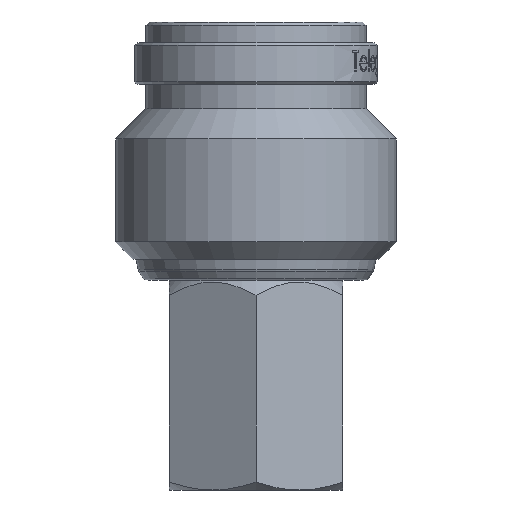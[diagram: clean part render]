
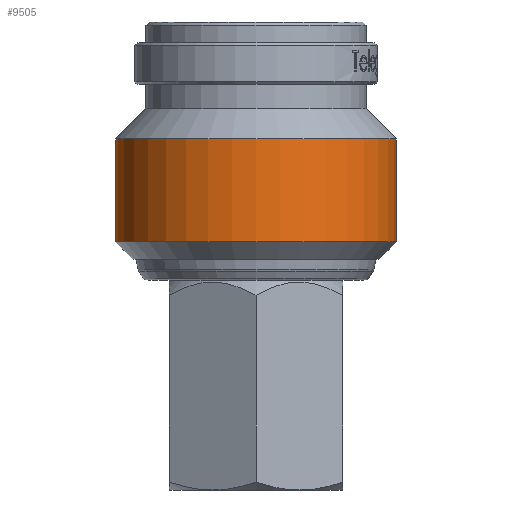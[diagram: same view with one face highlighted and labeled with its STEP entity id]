
A CAD part, front view. The second image highlights one B-rep face of the part: STEP entity #9505.
In plain terms, the highlighted cylindrical face has radius 8.1 mm (diameter 16.2 mm), a partial arc.
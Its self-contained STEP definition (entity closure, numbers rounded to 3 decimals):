
#1208 = VERTEX_POINT ( 'NONE', #10565 ) ;
#1747 = LINE ( 'NONE', #13740, #9271 ) ;
#1847 = DIRECTION ( 'NONE',  ( 0., 0., 1. ) ) ;
#2288 = DIRECTION ( 'NONE',  ( 1., 0., 0. ) ) ;
#2837 = VERTEX_POINT ( 'NONE', #8964 ) ;
#3640 = CARTESIAN_POINT ( 'NONE',  ( 0., 0., 1. ) ) ;
#3855 = AXIS2_PLACEMENT_3D ( 'NONE', #3640, #12100, #2288 ) ;
#4370 = AXIS2_PLACEMENT_3D ( 'NONE', #13850, #5400, #15264 ) ;
#4712 = LINE ( 'NONE', #18268, #15533 ) ;
#5159 = EDGE_LOOP ( 'NONE', ( #9677, #14083, #12663, #12903 ) ) ;
#5224 = DIRECTION ( 'NONE',  ( 0., 0., 1. ) ) ;
#5400 = DIRECTION ( 'NONE',  ( 0., 0., 1. ) ) ;
#5835 = VERTEX_POINT ( 'NONE', #12153 ) ;
#7742 = VERTEX_POINT ( 'NONE', #16796 ) ;
#8225 = FACE_OUTER_BOUND ( 'NONE', #5159, .T. ) ;
#8604 = AXIS2_PLACEMENT_3D ( 'NONE', #10290, #1847, #11709 ) ;
#8964 = CARTESIAN_POINT ( 'NONE',  ( -8.1, 0., -5.75 ) ) ;
#9271 = VECTOR ( 'NONE', #5224, 1000. ) ;
#9505 = ADVANCED_FACE ( 'NONE', ( #8225 ), #17692, .T. ) ;
#9677 = ORIENTED_EDGE ( 'NONE', *, *, #10156, .F. ) ;
#9808 = DIRECTION ( 'NONE',  ( 0., 0., 1. ) ) ;
#9837 = CIRCLE ( 'NONE', #8604, 8.1 ) ;
#10156 = EDGE_CURVE ( 'NONE', #5835, #2837, #1747, .T. ) ;
#10290 = CARTESIAN_POINT ( 'NONE',  ( 0., 0., -11.675 ) ) ;
#10565 = CARTESIAN_POINT ( 'NONE',  ( 8.1, 0., -5.75 ) ) ;
#10886 = EDGE_CURVE ( 'NONE', #2837, #1208, #11191, .T. ) ;
#11191 = CIRCLE ( 'NONE', #4370, 8.1 ) ;
#11709 = DIRECTION ( 'NONE',  ( 1., 0., 0. ) ) ;
#12100 = DIRECTION ( 'NONE',  ( 0., 0., 1. ) ) ;
#12153 = CARTESIAN_POINT ( 'NONE',  ( -8.1, 0., -11.675 ) ) ;
#12663 = ORIENTED_EDGE ( 'NONE', *, *, #13491, .T. ) ;
#12903 = ORIENTED_EDGE ( 'NONE', *, *, #10886, .F. ) ;
#13278 = EDGE_CURVE ( 'NONE', #5835, #7742, #9837, .T. ) ;
#13491 = EDGE_CURVE ( 'NONE', #7742, #1208, #4712, .T. ) ;
#13740 = CARTESIAN_POINT ( 'NONE',  ( -8.1, 0., 1. ) ) ;
#13850 = CARTESIAN_POINT ( 'NONE',  ( 0., 0., -5.75 ) ) ;
#14083 = ORIENTED_EDGE ( 'NONE', *, *, #13278, .T. ) ;
#15264 = DIRECTION ( 'NONE',  ( 1., 0., 0. ) ) ;
#15533 = VECTOR ( 'NONE', #9808, 1000. ) ;
#16796 = CARTESIAN_POINT ( 'NONE',  ( 8.1, 0., -11.675 ) ) ;
#17692 = CYLINDRICAL_SURFACE ( 'NONE', #3855, 8.1 ) ;
#18268 = CARTESIAN_POINT ( 'NONE',  ( 8.1, 0., 1. ) ) ;
